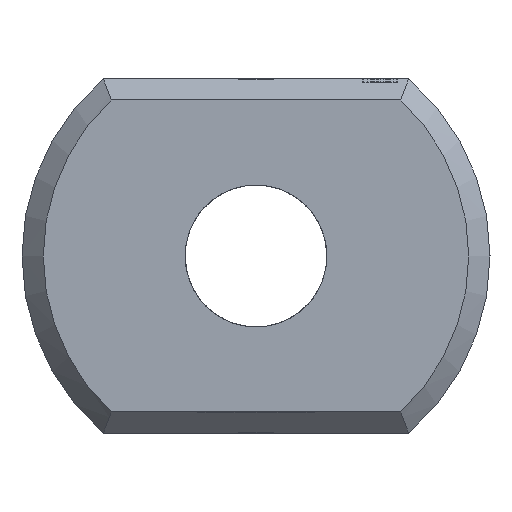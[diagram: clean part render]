
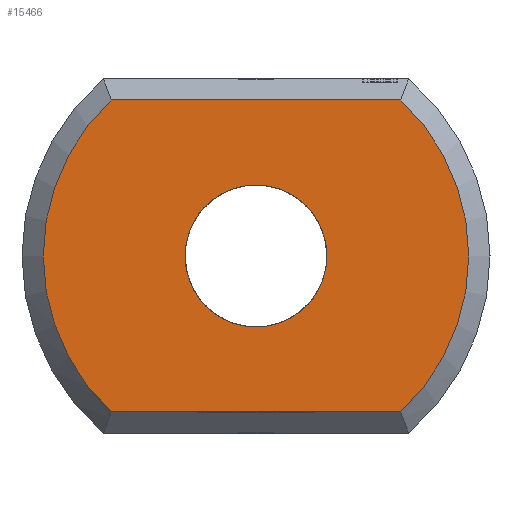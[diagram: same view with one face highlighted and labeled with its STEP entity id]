
A CAD part, left-side view. The second image highlights one B-rep face of the part: STEP entity #15466.
In plain terms, the highlighted planar face has unit normal (-1, 0, 0).
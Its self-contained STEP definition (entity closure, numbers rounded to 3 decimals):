
#3820 = VERTEX_POINT('',#3821);
#3821 = CARTESIAN_POINT('',(0.,-2.04,2.2));
#3830 = VERTEX_POINT('',#3831);
#3831 = CARTESIAN_POINT('',(0.,-2.04,-2.2));
#3838 = EDGE_CURVE('',#3820,#3830,#3839,.T.);
#3839 = CIRCLE('',#3840,3.);
#3840 = AXIS2_PLACEMENT_3D('',#3841,#3842,#3843);
#3841 = CARTESIAN_POINT('',(0.,0.,0.));
#3842 = DIRECTION('',(1.,0.,0.));
#3843 = DIRECTION('',(0.,-0.653,0.758)
  );
#4830 = VERTEX_POINT('',#4831);
#4831 = CARTESIAN_POINT('',(0.,2.04,2.2));
#4838 = EDGE_CURVE('',#3820,#4830,#4839,.T.);
#4839 = LINE('',#4840,#4841);
#4840 = CARTESIAN_POINT('',(0.,-2.154,2.2));
#4841 = VECTOR('',#4842,1.);
#4842 = DIRECTION('',(0.,1.,0.));
#15466 = ADVANCED_FACE('',(#15467,#15486),#15497,.F.);
#15467 = FACE_BOUND('',#15468,.F.);
#15468 = EDGE_LOOP('',(#15469,#15478,#15479,#15480));
#15469 = ORIENTED_EDGE('',*,*,#15470,.T.);
#15470 = EDGE_CURVE('',#15471,#4830,#15473,.T.);
#15471 = VERTEX_POINT('',#15472);
#15472 = CARTESIAN_POINT('',(0.,2.04,-2.2));
#15473 = CIRCLE('',#15474,3.);
#15474 = AXIS2_PLACEMENT_3D('',#15475,#15476,#15477);
#15475 = CARTESIAN_POINT('',(0.,0.,0.));
#15476 = DIRECTION('',(1.,0.,0.));
#15477 = DIRECTION('',(0.,0.653,-0.758)
  );
#15478 = ORIENTED_EDGE('',*,*,#4838,.F.);
#15479 = ORIENTED_EDGE('',*,*,#3838,.T.);
#15480 = ORIENTED_EDGE('',*,*,#15481,.T.);
#15481 = EDGE_CURVE('',#3830,#15471,#15482,.T.);
#15482 = LINE('',#15483,#15484);
#15483 = CARTESIAN_POINT('',(0.,-2.154,-2.2));
#15484 = VECTOR('',#15485,1.);
#15485 = DIRECTION('',(0.,1.,0.));
#15486 = FACE_BOUND('',#15487,.T.);
#15487 = EDGE_LOOP('',(#15488));
#15488 = ORIENTED_EDGE('',*,*,#15489,.T.);
#15489 = EDGE_CURVE('',#15490,#15490,#15492,.T.);
#15490 = VERTEX_POINT('',#15491);
#15491 = CARTESIAN_POINT('',(0.,1.,0.)
  );
#15492 = CIRCLE('',#15493,1.);
#15493 = AXIS2_PLACEMENT_3D('',#15494,#15495,#15496);
#15494 = CARTESIAN_POINT('',(0.,0.,0.));
#15495 = DIRECTION('',(1.,0.,0.));
#15496 = DIRECTION('',(0.,1.,0.));
#15497 = PLANE('',#15498);
#15498 = AXIS2_PLACEMENT_3D('',#15499,#15500,#15501);
#15499 = CARTESIAN_POINT('',(0.,0.,0.));
#15500 = DIRECTION('',(1.,0.,0.));
#15501 = DIRECTION('',(0.,0.,1.));
